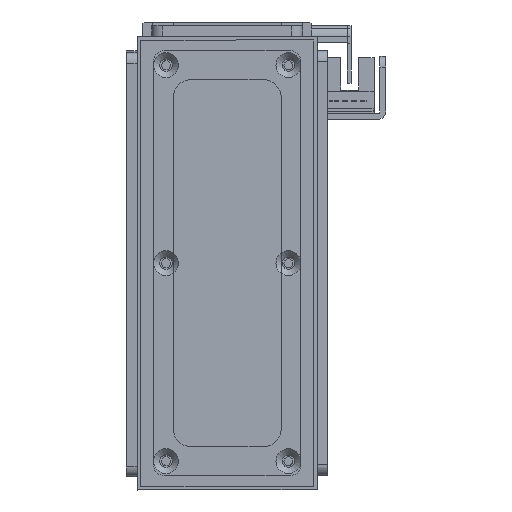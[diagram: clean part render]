
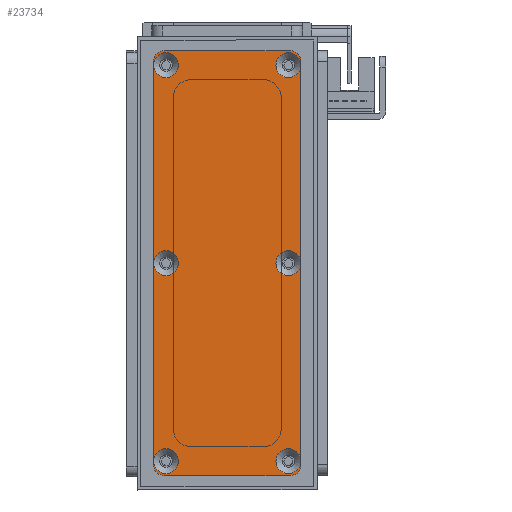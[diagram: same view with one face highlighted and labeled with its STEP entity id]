
A CAD part, front view. The second image highlights one B-rep face of the part: STEP entity #23734.
In plain terms, the highlighted face is planar.
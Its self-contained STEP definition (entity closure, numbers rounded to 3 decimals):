
#976=FACE_BOUND('',#4397,.T.);
#977=FACE_BOUND('',#4398,.T.);
#978=FACE_BOUND('',#4399,.T.);
#979=FACE_BOUND('',#4400,.T.);
#980=FACE_BOUND('',#4401,.T.);
#981=FACE_BOUND('',#4402,.T.);
#1568=PLANE('',#26449);
#2718=FACE_OUTER_BOUND('',#4396,.T.);
#4396=EDGE_LOOP('',(#21072,#21073,#21074,#21075,#21076,#21077,#21078,#21079));
#4397=EDGE_LOOP('',(#21080));
#4398=EDGE_LOOP('',(#21081));
#4399=EDGE_LOOP('',(#21082));
#4400=EDGE_LOOP('',(#21083));
#4401=EDGE_LOOP('',(#21084));
#4402=EDGE_LOOP('',(#21085));
#6423=LINE('',#40687,#8600);
#6427=LINE('',#40699,#8604);
#6431=LINE('',#40711,#8608);
#6435=LINE('',#40721,#8612);
#8600=VECTOR('',#32564,10.);
#8604=VECTOR('',#32576,10.);
#8608=VECTOR('',#32588,10.);
#8612=VECTOR('',#32600,10.);
#9797=CIRCLE('',#26403,3.45);
#9800=CIRCLE('',#26408,3.45);
#9803=CIRCLE('',#26413,3.45);
#9806=CIRCLE('',#26418,3.45);
#9809=CIRCLE('',#26423,3.45);
#9812=CIRCLE('',#26428,3.45);
#9816=CIRCLE('',#26434,3.);
#9818=CIRCLE('',#26438,3.);
#9820=CIRCLE('',#26442,3.);
#9822=CIRCLE('',#26446,3.);
#11822=VERTEX_POINT('',#40615);
#11825=VERTEX_POINT('',#40625);
#11828=VERTEX_POINT('',#40635);
#11831=VERTEX_POINT('',#40645);
#11834=VERTEX_POINT('',#40655);
#11837=VERTEX_POINT('',#40665);
#11842=VERTEX_POINT('',#40678);
#11843=VERTEX_POINT('',#40680);
#11845=VERTEX_POINT('',#40686);
#11847=VERTEX_POINT('',#40692);
#11849=VERTEX_POINT('',#40698);
#11851=VERTEX_POINT('',#40704);
#11853=VERTEX_POINT('',#40710);
#11855=VERTEX_POINT('',#40716);
#14937=EDGE_CURVE('',#11822,#11822,#9797,.T.);
#14942=EDGE_CURVE('',#11825,#11825,#9800,.T.);
#14947=EDGE_CURVE('',#11828,#11828,#9803,.T.);
#14952=EDGE_CURVE('',#11831,#11831,#9806,.T.);
#14957=EDGE_CURVE('',#11834,#11834,#9809,.T.);
#14962=EDGE_CURVE('',#11837,#11837,#9812,.T.);
#14969=EDGE_CURVE('',#11843,#11842,#9816,.T.);
#14972=EDGE_CURVE('',#11845,#11843,#6423,.T.);
#14975=EDGE_CURVE('',#11847,#11845,#9818,.T.);
#14978=EDGE_CURVE('',#11849,#11847,#6427,.T.);
#14981=EDGE_CURVE('',#11851,#11849,#9820,.T.);
#14984=EDGE_CURVE('',#11853,#11851,#6431,.T.);
#14987=EDGE_CURVE('',#11855,#11853,#9822,.T.);
#14990=EDGE_CURVE('',#11842,#11855,#6435,.T.);
#21072=ORIENTED_EDGE('',*,*,#14990,.T.);
#21073=ORIENTED_EDGE('',*,*,#14987,.T.);
#21074=ORIENTED_EDGE('',*,*,#14984,.T.);
#21075=ORIENTED_EDGE('',*,*,#14981,.T.);
#21076=ORIENTED_EDGE('',*,*,#14978,.T.);
#21077=ORIENTED_EDGE('',*,*,#14975,.T.);
#21078=ORIENTED_EDGE('',*,*,#14972,.T.);
#21079=ORIENTED_EDGE('',*,*,#14969,.T.);
#21080=ORIENTED_EDGE('',*,*,#14937,.T.);
#21081=ORIENTED_EDGE('',*,*,#14942,.T.);
#21082=ORIENTED_EDGE('',*,*,#14947,.T.);
#21083=ORIENTED_EDGE('',*,*,#14952,.T.);
#21084=ORIENTED_EDGE('',*,*,#14957,.T.);
#21085=ORIENTED_EDGE('',*,*,#14962,.T.);
#23734=ADVANCED_FACE('',(#2718,#976,#977,#978,#979,#980,#981),#1568,.T.);
#26403=AXIS2_PLACEMENT_3D('',#40616,#32483,#32484);
#26408=AXIS2_PLACEMENT_3D('',#40626,#32495,#32496);
#26413=AXIS2_PLACEMENT_3D('',#40636,#32507,#32508);
#26418=AXIS2_PLACEMENT_3D('',#40646,#32519,#32520);
#26423=AXIS2_PLACEMENT_3D('',#40656,#32531,#32532);
#26428=AXIS2_PLACEMENT_3D('',#40666,#32543,#32544);
#26434=AXIS2_PLACEMENT_3D('',#40681,#32558,#32559);
#26438=AXIS2_PLACEMENT_3D('',#40693,#32570,#32571);
#26442=AXIS2_PLACEMENT_3D('',#40705,#32582,#32583);
#26446=AXIS2_PLACEMENT_3D('',#40717,#32594,#32595);
#26449=AXIS2_PLACEMENT_3D('',#40723,#32603,#32604);
#32483=DIRECTION('center_axis',(0.,0.,-1.));
#32484=DIRECTION('ref_axis',(1.,0.,0.));
#32495=DIRECTION('center_axis',(0.,0.,-1.));
#32496=DIRECTION('ref_axis',(1.,0.,0.));
#32507=DIRECTION('center_axis',(0.,0.,-1.));
#32508=DIRECTION('ref_axis',(1.,0.,0.));
#32519=DIRECTION('center_axis',(0.,0.,-1.));
#32520=DIRECTION('ref_axis',(1.,0.,0.));
#32531=DIRECTION('center_axis',(0.,0.,-1.));
#32532=DIRECTION('ref_axis',(1.,0.,0.));
#32543=DIRECTION('center_axis',(0.,0.,-1.));
#32544=DIRECTION('ref_axis',(1.,0.,0.));
#32558=DIRECTION('center_axis',(0.,0.,1.));
#32559=DIRECTION('ref_axis',(-1.,0.,0.));
#32564=DIRECTION('',(0.,1.,0.));
#32570=DIRECTION('center_axis',(0.,0.,1.));
#32571=DIRECTION('ref_axis',(0.,1.,0.));
#32576=DIRECTION('',(1.,0.,0.));
#32582=DIRECTION('center_axis',(0.,0.,1.));
#32583=DIRECTION('ref_axis',(1.,0.,0.));
#32588=DIRECTION('',(0.,-1.,0.));
#32594=DIRECTION('center_axis',(0.,0.,1.));
#32595=DIRECTION('ref_axis',(0.,-1.,0.));
#32600=DIRECTION('',(-1.,0.,0.));
#32603=DIRECTION('center_axis',(0.,0.,1.));
#32604=DIRECTION('ref_axis',(1.,0.,0.));
#40615=CARTESIAN_POINT('',(110.55,3.5,3.));
#40616=CARTESIAN_POINT('Origin',(114.,3.5,3.));
#40625=CARTESIAN_POINT('',(55.55,37.5,3.));
#40626=CARTESIAN_POINT('Origin',(59.,37.5,3.));
#40635=CARTESIAN_POINT('',(55.55,3.5,3.));
#40636=CARTESIAN_POINT('Origin',(59.,3.5,3.));
#40645=CARTESIAN_POINT('',(0.55,37.5,3.));
#40646=CARTESIAN_POINT('Origin',(4.,37.5,3.));
#40655=CARTESIAN_POINT('',(110.55,37.5,3.));
#40656=CARTESIAN_POINT('Origin',(114.,37.5,3.));
#40665=CARTESIAN_POINT('',(0.55,3.5,3.));
#40666=CARTESIAN_POINT('Origin',(4.,3.5,3.));
#40678=CARTESIAN_POINT('',(115.,41.,3.));
#40680=CARTESIAN_POINT('',(118.,38.,3.));
#40681=CARTESIAN_POINT('Origin',(115.,38.,3.));
#40686=CARTESIAN_POINT('',(118.,3.,3.));
#40687=CARTESIAN_POINT('',(118.,38.,3.));
#40692=CARTESIAN_POINT('',(115.,0.,3.));
#40693=CARTESIAN_POINT('Origin',(115.,3.,3.));
#40698=CARTESIAN_POINT('',(3.,0.,3.));
#40699=CARTESIAN_POINT('',(115.,0.,3.));
#40704=CARTESIAN_POINT('',(0.,3.,3.));
#40705=CARTESIAN_POINT('Origin',(3.,3.,3.));
#40710=CARTESIAN_POINT('',(0.,38.,3.));
#40711=CARTESIAN_POINT('',(0.,3.,3.));
#40716=CARTESIAN_POINT('',(3.,41.,3.));
#40717=CARTESIAN_POINT('Origin',(3.,38.,3.));
#40721=CARTESIAN_POINT('',(3.,41.,3.));
#40723=CARTESIAN_POINT('Origin',(59.,20.5,3.));
